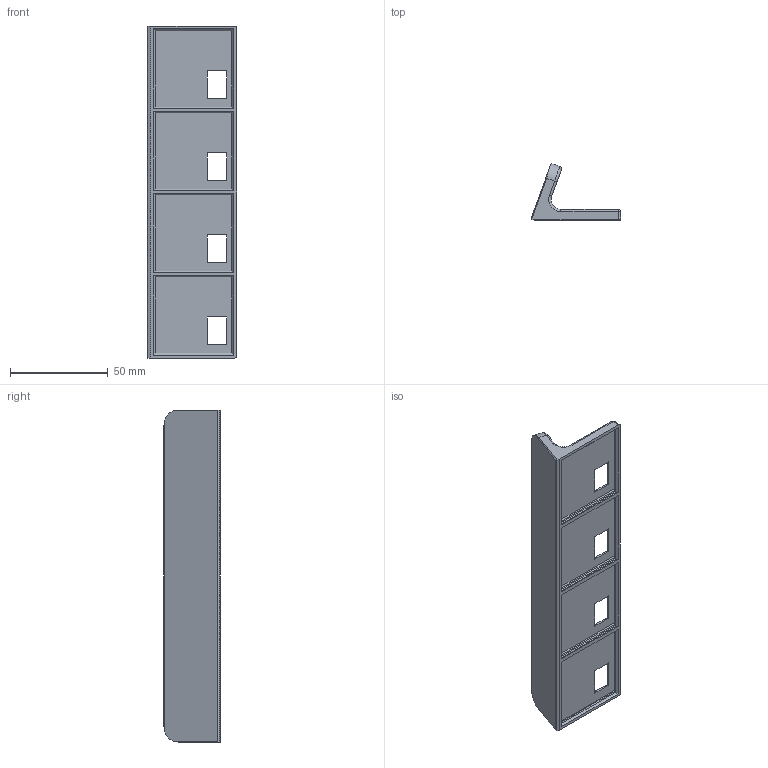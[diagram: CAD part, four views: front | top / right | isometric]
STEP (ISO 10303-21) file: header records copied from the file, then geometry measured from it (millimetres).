
FILE_DESCRIPTION(/* description */ (''),/* implementation_level */ '2;1');
FILE_NAME(/* name */ 'frame-holder-4.step',/* time_stamp */ '2024-06-02T00:17:19-04:00',/* author */ (''),/* organization */ (''),/* preprocessor_version */ 'ST-DEVELOPER v20',/* originating_system */ 'Autodesk Translation Framework v13.14.0.145',/* authorisation */ '');
FILE_SCHEMA (('AUTOMOTIVE_DESIGN { 1 0 10303 214 3 1 1 }'));
Length unit declared in the file: millimetre
Products named in the file (1): frame holder
Bounding box: 45.71 x 28.7 x 170 mm (x, y, z)
Volume: 43323.9 mm3; surface area: 26716 mm2
Topology: 1 solids, 1 shells, 136 faces, 330 edges, 196 vertices
Faces by surface type: plane 119, cylinder 11, torus 4, bspline 2
Entity records: 3935 total; most frequent: CARTESIAN_POINT 719, ORIENTED_EDGE 656, DIRECTION 628, EDGE_CURVE 328, LINE 298, VECTOR 298, VERTEX_POINT 196, AXIS2_PLACEMENT_3D 165
